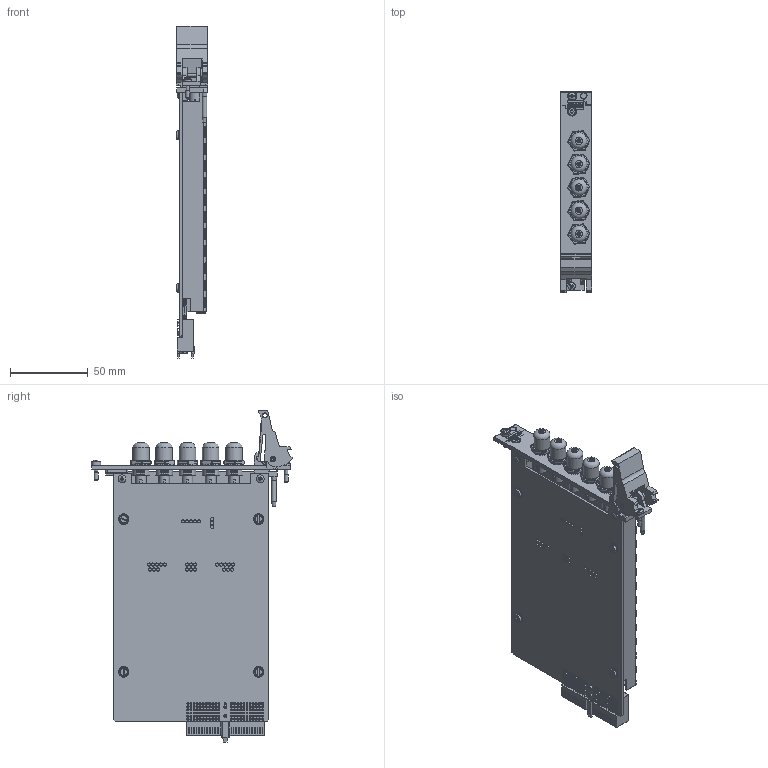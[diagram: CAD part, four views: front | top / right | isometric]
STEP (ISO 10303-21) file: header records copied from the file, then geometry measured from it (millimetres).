
FILE_DESCRIPTION (( 'STEP AP214' ), '1' );
FILE_NAME ('40-850-514-M50 PXI OPT 1x4 Multimode ST.STEP', '2013-09-24T09:05:40', ( 'admin' ), ( '' ), 'SwSTEP 2.0', 'SolidWorks 2012', '' );
FILE_SCHEMA (( 'AUTOMOTIVE_DESIGN' ));
Length unit declared in the file: millimetre
Products named in the file (1): 40-850-514-M50  PXI OPT 1x4 Multimode ST
Bounding box: 20 x 129.67 x 213.99 mm (x, y, z)
Surface area: 108106.2 mm2 (no closed solid volume)
Topology: 0 solids, 369 shells, 2622 faces, 10786 edges, 8178 vertices
Faces by surface type: plane 1743, cylinder 689, bspline 74, torus 46, sphere 41, cone 29
Full cylindrical faces by diameter (mm): 0.6 x110, 1.245 x125, 1.496 x1, 2 x5, 2.032 x30, 2.05 x1, 2.5 x3, 2.6 x1, 2.7 x1, 2.8 x1, 3 x3, 4.35 x1, 4.7 x5, 5 x4, 5.3 x1, 5.9 x1, 6 x1, 6.384 x5, 6.8 x4, 6.9 x5, 10.619 x5, 12.8 x5
Entity records: 158026 total; most frequent: CARTESIAN_POINT 45351, DIRECTION 16408, ORIENTED_EDGE 14199, EDGE_CURVE 10252, VERTEX_POINT 8030, LINE 7112, VECTOR 7112, AXIS2_PLACEMENT_3D 4648
